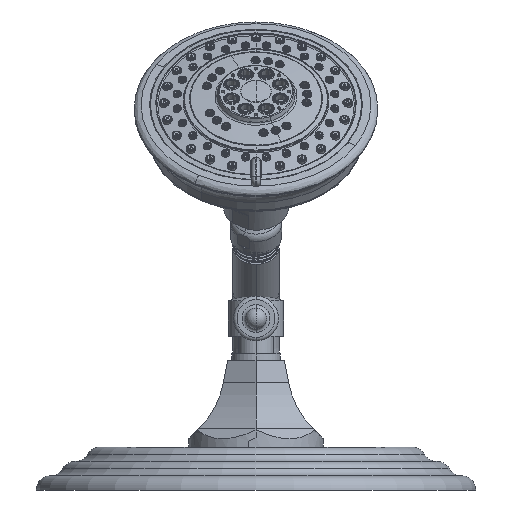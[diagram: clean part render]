
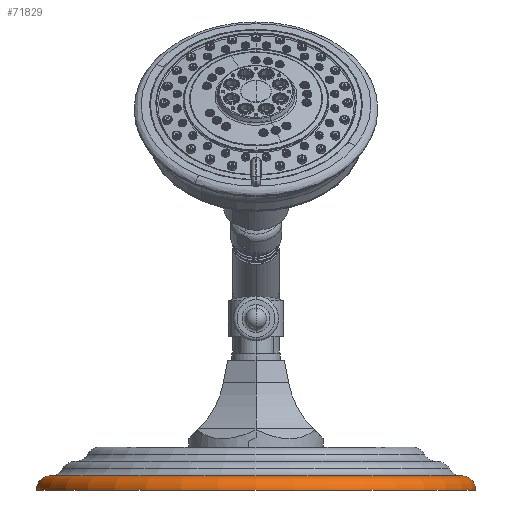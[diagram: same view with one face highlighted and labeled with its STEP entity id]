
A CAD part, front view. The second image highlights one B-rep face of the part: STEP entity #71829.
In plain terms, the highlighted toroidal (fillet/blend) face has major radius 92.075 mm and minor radius 6.35 mm.
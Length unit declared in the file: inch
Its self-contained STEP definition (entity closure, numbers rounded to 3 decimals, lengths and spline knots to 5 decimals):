
#66964=CARTESIAN_POINT('',(0.,0.,0.25));
#66965=DIRECTION('',(0.,0.,-1.));
#66966=DIRECTION('',(1.,0.,0.));
#66967=AXIS2_PLACEMENT_3D('',#66964,#66965,#66966);
#66989=CARTESIAN_POINT('',(3.625,0.,0.));
#66990=DIRECTION('',(0.,-1.,0.));
#66991=DIRECTION('',(1.,0.,0.));
#66992=AXIS2_PLACEMENT_3D('',#66989,#66990,#66991);
#66994=CARTESIAN_POINT('',(-3.625,0.,0.));
#66995=DIRECTION('',(0.,1.,0.));
#66996=DIRECTION('',(-1.,0.,0.));
#66997=AXIS2_PLACEMENT_3D('',#66994,#66995,#66996);
#66999=CARTESIAN_POINT('',(0.,0.,0.));
#67000=DIRECTION('',(0.,0.,-1.));
#67001=DIRECTION('',(1.,0.,0.));
#67002=AXIS2_PLACEMENT_3D('',#66999,#67000,#67001);
#70623=CARTESIAN_POINT('',(3.625,0.,0.25));
#70625=VERTEX_POINT('',#70623);
#70633=CARTESIAN_POINT('',(-3.625,0.,0.25));
#70635=VERTEX_POINT('',#70633);
#71207=CARTESIAN_POINT('',(3.875,0.,0.));
#71208=CARTESIAN_POINT('',(-3.875,0.,0.));
#71209=VERTEX_POINT('',#71207);
#71210=VERTEX_POINT('',#71208);
#71818=CARTESIAN_POINT('',(0.,0.,0.));
#71819=DIRECTION('',(0.,0.,-1.));
#71820=DIRECTION('',(-1.,0.,0.));
#71821=AXIS2_PLACEMENT_3D('',#71818,#71819,#71820);
#71822=TOROIDAL_SURFACE('',#71821,3.625,0.25);
#71823=ORIENTED_EDGE('',*,*,#71812,.T.);
#71824=ORIENTED_EDGE('',*,*,#71802,.T.);
#71825=ORIENTED_EDGE('',*,*,#71771,.F.);
#71826=ORIENTED_EDGE('',*,*,#71799,.F.);
#71827=EDGE_LOOP('',(#71823,#71824,#71825,#71826));
#71828=FACE_OUTER_BOUND('',#71827,.F.);
#71829=ADVANCED_FACE('',(#71828),#71822,.T.);
#66968=CIRCLE('',#66967,3.625);
#66993=CIRCLE('',#66992,0.25);
#66998=CIRCLE('',#66997,0.25);
#67003=CIRCLE('',#67002,3.875);
#71771=EDGE_CURVE('',#70625,#70635,#66968,.T.);
#71799=EDGE_CURVE('',#71209,#70625,#66993,.T.);
#71802=EDGE_CURVE('',#71210,#70635,#66998,.T.);
#71812=EDGE_CURVE('',#71209,#71210,#67003,.T.);
